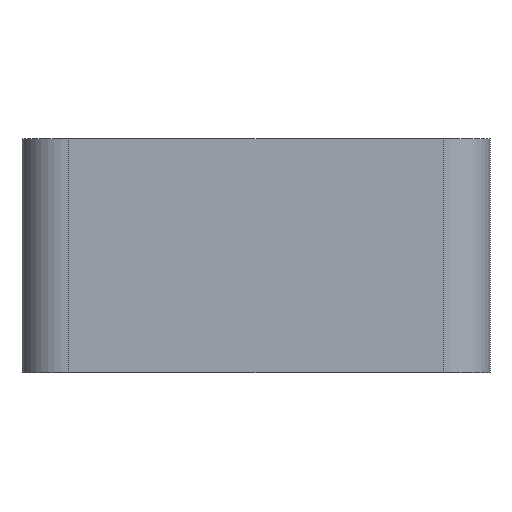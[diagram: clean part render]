
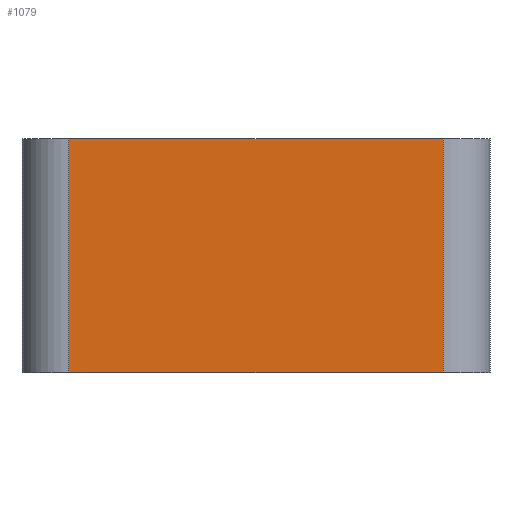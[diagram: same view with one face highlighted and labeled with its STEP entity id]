
A CAD part, front view. The second image highlights one B-rep face of the part: STEP entity #1079.
In plain terms, the highlighted planar face has unit normal (0, -1, 0).
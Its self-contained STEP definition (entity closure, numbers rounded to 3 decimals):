
#115=DIRECTION('',(0.,0.,1.));
#116=VECTOR('',#115,5.);
#117=CARTESIAN_POINT('',(1.,0.,0.));
#118=LINE('',#117,#116);
#562=DIRECTION('',(-1.,0.,0.));
#563=VECTOR('',#562,8.);
#564=CARTESIAN_POINT('',(9.,0.,5.));
#565=LINE('',#564,#563);
#569=DIRECTION('',(1.,0.,0.));
#570=VECTOR('',#569,8.);
#571=CARTESIAN_POINT('',(1.,0.,0.));
#572=LINE('',#571,#570);
#583=DIRECTION('',(0.,0.,-1.));
#584=VECTOR('',#583,5.);
#585=CARTESIAN_POINT('',(9.,0.,5.));
#586=LINE('',#585,#584);
#636=CARTESIAN_POINT('',(1.,0.,5.));
#637=VERTEX_POINT('',#636);
#638=CARTESIAN_POINT('',(1.,0.,0.));
#639=VERTEX_POINT('',#638);
#642=CARTESIAN_POINT('',(9.,0.,0.));
#643=VERTEX_POINT('',#642);
#644=CARTESIAN_POINT('',(9.,0.,5.));
#645=VERTEX_POINT('',#644);
#1067=CARTESIAN_POINT('',(0.,0.,0.));
#1068=DIRECTION('',(0.,-1.,0.));
#1069=DIRECTION('',(1.,0.,0.));
#1070=AXIS2_PLACEMENT_3D('',#1067,#1068,#1069);
#1071=PLANE('',#1070);
#1072=ORIENTED_EDGE('',*,*,#735,.T.);
#1073=ORIENTED_EDGE('',*,*,#772,.F.);
#1075=ORIENTED_EDGE('',*,*,#1074,.T.);
#1076=ORIENTED_EDGE('',*,*,#816,.F.);
#1077=EDGE_LOOP('',(#1072,#1073,#1075,#1076));
#1078=FACE_OUTER_BOUND('',#1077,.F.);
#735=EDGE_CURVE('',#639,#637,#118,.T.);
#772=EDGE_CURVE('',#645,#637,#565,.T.);
#816=EDGE_CURVE('',#639,#643,#572,.T.);
#1074=EDGE_CURVE('',#645,#643,#586,.T.);
#1079=ADVANCED_FACE('',(#1078),#1071,.T.);
